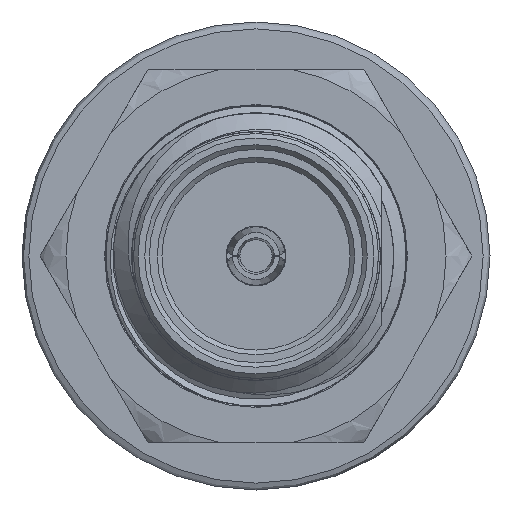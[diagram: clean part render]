
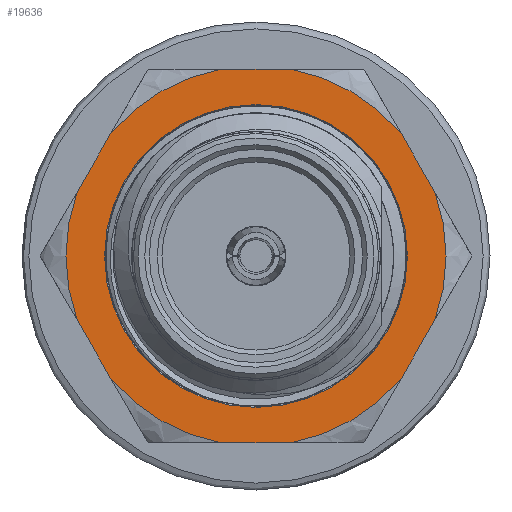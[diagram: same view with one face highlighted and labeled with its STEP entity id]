
A CAD part, front view. The second image highlights one B-rep face of the part: STEP entity #19636.
In plain terms, the highlighted planar face has unit normal (0, -1, 0).
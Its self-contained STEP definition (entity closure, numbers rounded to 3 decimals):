
#710=LINE('',#37931,#1975);
#711=LINE('',#37935,#1976);
#712=LINE('',#37939,#1977);
#713=LINE('',#37943,#1978);
#714=LINE('',#37947,#1979);
#715=LINE('',#37951,#1980);
#1975=VECTOR('',#24341,1000.);
#1976=VECTOR('',#24344,1000.);
#1977=VECTOR('',#24347,1000.);
#1978=VECTOR('',#24350,1000.);
#1979=VECTOR('',#24353,1000.);
#1980=VECTOR('',#24356,1000.);
#3718=PLANE('',#21309);
#4792=ORIENTED_EDGE('',*,*,#10436,.T.);
#4793=ORIENTED_EDGE('',*,*,#10437,.F.);
#4794=ORIENTED_EDGE('',*,*,#10438,.T.);
#4795=ORIENTED_EDGE('',*,*,#10439,.F.);
#4796=ORIENTED_EDGE('',*,*,#10440,.T.);
#4797=ORIENTED_EDGE('',*,*,#10441,.F.);
#4798=ORIENTED_EDGE('',*,*,#10442,.T.);
#4799=ORIENTED_EDGE('',*,*,#10443,.F.);
#4800=ORIENTED_EDGE('',*,*,#10444,.T.);
#4801=ORIENTED_EDGE('',*,*,#10445,.F.);
#4802=ORIENTED_EDGE('',*,*,#10446,.T.);
#4803=ORIENTED_EDGE('',*,*,#10447,.F.);
#4804=ORIENTED_EDGE('',*,*,#10448,.T.);
#10436=EDGE_CURVE('',#13346,#13346,#15009,.F.);
#10437=EDGE_CURVE('',#13347,#13348,#15010,.F.);
#10438=EDGE_CURVE('',#13347,#13349,#710,.T.);
#10439=EDGE_CURVE('',#13350,#13349,#15011,.F.);
#10440=EDGE_CURVE('',#13350,#13351,#711,.T.);
#10441=EDGE_CURVE('',#13352,#13351,#15012,.F.);
#10442=EDGE_CURVE('',#13352,#13353,#712,.T.);
#10443=EDGE_CURVE('',#13354,#13353,#15013,.F.);
#10444=EDGE_CURVE('',#13354,#13355,#713,.T.);
#10445=EDGE_CURVE('',#13356,#13355,#15014,.F.);
#10446=EDGE_CURVE('',#13356,#13357,#714,.T.);
#10447=EDGE_CURVE('',#13358,#13357,#15015,.F.);
#10448=EDGE_CURVE('',#13358,#13348,#715,.T.);
#13346=VERTEX_POINT('',#37927);
#13347=VERTEX_POINT('',#37929);
#13348=VERTEX_POINT('',#37930);
#13349=VERTEX_POINT('',#37932);
#13350=VERTEX_POINT('',#37934);
#13351=VERTEX_POINT('',#37936);
#13352=VERTEX_POINT('',#37938);
#13353=VERTEX_POINT('',#37940);
#13354=VERTEX_POINT('',#37942);
#13355=VERTEX_POINT('',#37944);
#13356=VERTEX_POINT('',#37946);
#13357=VERTEX_POINT('',#37948);
#13358=VERTEX_POINT('',#37950);
#15009=CIRCLE('',#21310,3.3);
#15010=CIRCLE('',#21311,4.142);
#15011=CIRCLE('',#21312,4.142);
#15012=CIRCLE('',#21313,4.142);
#15013=CIRCLE('',#21314,4.142);
#15014=CIRCLE('',#21315,4.142);
#15015=CIRCLE('',#21316,4.142);
#16330=EDGE_LOOP('',(#4792));
#16331=EDGE_LOOP('',(#4793,#4794,#4795,#4796,#4797,#4798,#4799,#4800,#4801,
#4802,#4803,#4804));
#17769=FACE_BOUND('',#16330,.T.);
#17770=FACE_BOUND('',#16331,.T.);
#19636=ADVANCED_FACE('',(#17769,#17770),#3718,.T.);
#21309=AXIS2_PLACEMENT_3D('',#37925,#24335,#24336);
#21310=AXIS2_PLACEMENT_3D('',#37926,#24337,#24338);
#21311=AXIS2_PLACEMENT_3D('',#37928,#24339,#24340);
#21312=AXIS2_PLACEMENT_3D('',#37933,#24342,#24343);
#21313=AXIS2_PLACEMENT_3D('',#37937,#24345,#24346);
#21314=AXIS2_PLACEMENT_3D('',#37941,#24348,#24349);
#21315=AXIS2_PLACEMENT_3D('',#37945,#24351,#24352);
#21316=AXIS2_PLACEMENT_3D('',#37949,#24354,#24355);
#24335=DIRECTION('',(0.,-1.,0.));
#24336=DIRECTION('',(0.,0.,-1.));
#24337=DIRECTION('',(0.,-1.,0.));
#24338=DIRECTION('',(0.,0.,-1.));
#24339=DIRECTION('',(0.,-1.,0.));
#24340=DIRECTION('',(0.,0.,-1.));
#24341=DIRECTION('',(1.,0.,0.));
#24342=DIRECTION('',(0.,-1.,0.));
#24343=DIRECTION('',(0.,0.,-1.));
#24344=DIRECTION('',(0.5,0.,0.866));
#24345=DIRECTION('',(0.,-1.,0.));
#24346=DIRECTION('',(0.,0.,-1.));
#24347=DIRECTION('',(-0.5,0.,0.866));
#24348=DIRECTION('',(0.,-1.,0.));
#24349=DIRECTION('',(0.,0.,-1.));
#24350=DIRECTION('',(-1.,0.,0.));
#24351=DIRECTION('',(0.,-1.,0.));
#24352=DIRECTION('',(0.,0.,-1.));
#24353=DIRECTION('',(-0.5,0.,-0.866));
#24354=DIRECTION('',(0.,-1.,0.));
#24355=DIRECTION('',(0.,0.,-1.));
#24356=DIRECTION('',(0.5,0.,-0.866));
#37925=CARTESIAN_POINT('',(0.,-1.,0.));
#37926=CARTESIAN_POINT('',(0.,-1.,0.));
#37927=CARTESIAN_POINT('',(0.,-1.,-3.3));
#37928=CARTESIAN_POINT('',(0.,-1.,0.));
#37929=CARTESIAN_POINT('',(-0.744,-1.,-4.075));
#37930=CARTESIAN_POINT('',(-3.157,-1.,-2.682));
#37931=CARTESIAN_POINT('',(-2.353,-1.,-4.075));
#37932=CARTESIAN_POINT('',(0.744,-1.,-4.075));
#37933=CARTESIAN_POINT('',(0.,-1.,0.));
#37934=CARTESIAN_POINT('',(3.157,-1.,-2.682));
#37935=CARTESIAN_POINT('',(2.353,-1.,-4.075));
#37936=CARTESIAN_POINT('',(3.901,-1.,-1.393));
#37937=CARTESIAN_POINT('',(0.,-1.,0.));
#37938=CARTESIAN_POINT('',(3.901,-1.,1.393));
#37939=CARTESIAN_POINT('',(4.705,-1.,0.));
#37940=CARTESIAN_POINT('',(3.157,-1.,2.682));
#37941=CARTESIAN_POINT('',(0.,-1.,0.));
#37942=CARTESIAN_POINT('',(0.744,-1.,4.075));
#37943=CARTESIAN_POINT('',(2.353,-1.,4.075));
#37944=CARTESIAN_POINT('',(-0.744,-1.,4.075));
#37945=CARTESIAN_POINT('',(0.,-1.,0.));
#37946=CARTESIAN_POINT('',(-3.157,-1.,2.682));
#37947=CARTESIAN_POINT('',(-2.353,-1.,4.075));
#37948=CARTESIAN_POINT('',(-3.901,-1.,1.393));
#37949=CARTESIAN_POINT('',(0.,-1.,0.));
#37950=CARTESIAN_POINT('',(-3.901,-1.,-1.393));
#37951=CARTESIAN_POINT('',(-4.705,-1.,0.));
